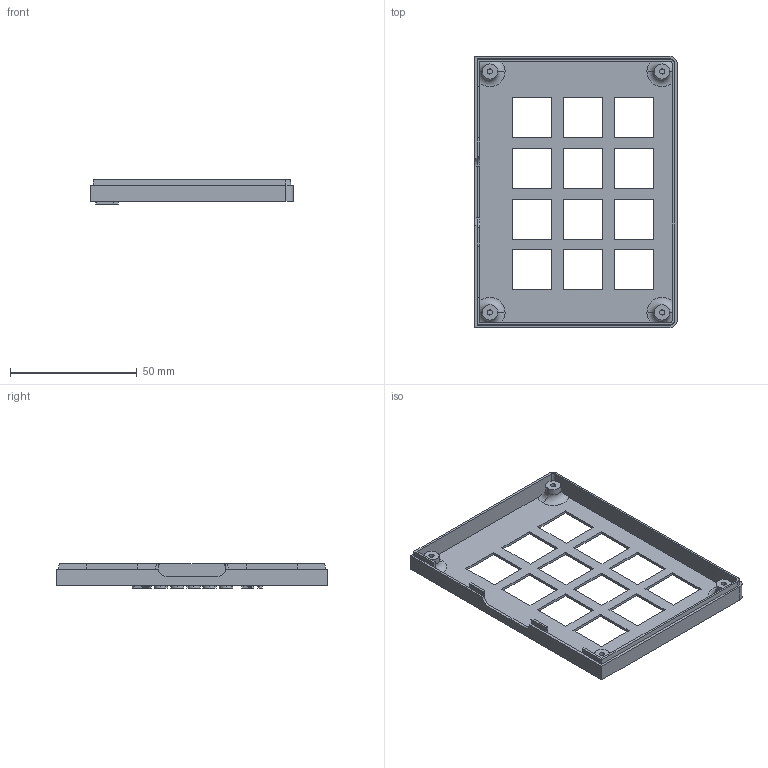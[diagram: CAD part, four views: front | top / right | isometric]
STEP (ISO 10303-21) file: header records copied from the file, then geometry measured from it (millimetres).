
FILE_DESCRIPTION (( 'STEP AP214' ), '1' );
FILE_NAME ('key top.STEP', '2024-09-23T19:19:33', ( '' ), ( '' ), 'SwSTEP 2.0', 'SolidWorks 2020', '' );
FILE_SCHEMA (( 'AUTOMOTIVE_DESIGN' ));
Length unit declared in the file: millimetre
Products named in the file (1): key top
Bounding box: 80 x 107.15 x 9.5 mm (x, y, z)
Volume: 10694.4 mm3; surface area: 18109.7 mm2
Topology: 1 solids, 1 shells, 224 faces, 606 edges, 400 vertices
Faces by surface type: plane 148, bspline 40, cylinder 26, torus 8, cone 2
Entity records: 9263 total; most frequent: CARTESIAN_POINT 3792, ORIENTED_EDGE 1212, DIRECTION 946, EDGE_CURVE 606, VECTOR 438, LINE 438, VERTEX_POINT 400, EDGE_LOOP 264
